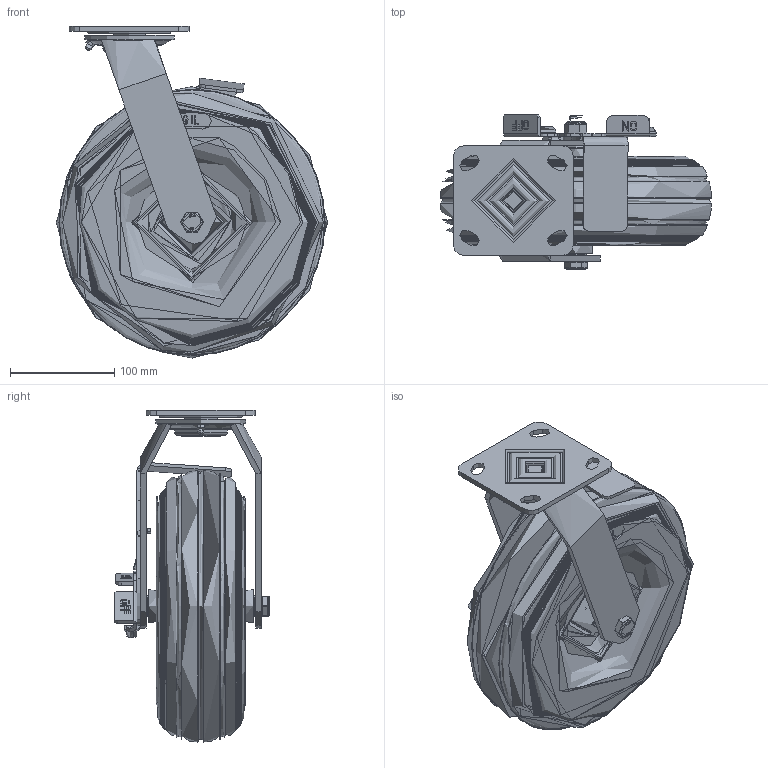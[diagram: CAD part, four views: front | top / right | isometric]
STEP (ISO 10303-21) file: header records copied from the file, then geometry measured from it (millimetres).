
FILE_DESCRIPTION(/* description */ (''),/* implementation_level */ '2;1');
FILE_NAME(/* name */ 'BZFPC260MPUBBKLITE.step',/* time_stamp */ '2025-06-23T16:35:24+01:00',/* author */ (''),/* organization */ (''),/* preprocessor_version */ 'ST-DEVELOPER v20.1',/* originating_system */ 'Autodesk Translation Framework v14.10.0.0',/* authorisation */ '');
FILE_SCHEMA (('AUTOMOTIVE_DESIGN { 1 0 10303 214 3 1 1 }'));
Products named in the file (33): BZFPC260MPUBBK/LITE; BZFPC260ASBK v1; FABRICATED STEEL TOP PLATE; FABRICATED STEEL FORKS; FABRICATED STEEL FORKS Geometry; GREASE NIPPLE; FABRICATED STEEL BRAKE; BRAKE PAD; PEDAL; SPACER; BZWMPUR26020LITE v1; TYRE260PURLITE; PUNCTURE PROOF TYRE; RIM300X4STGREYRB20X7; STEEL RIM; RIM; PLASTIC CAP; ROLLER BEARING; CAGE; Pattern; Component1; TUBEM20X105 v1; ZINC PLATED TUBE; WM20X32X13 v1; ZINC PLATED WASHER; WM20X32X13 v1 (1); ZINC PLATED WASHER (1); BOLTM12X140Z8.8 v2; ZINC PLATED AXLE BOLT; NYLOCM12Z v1; NYLOC NUT; NUT; RUBBER
Assembly tree (39 placements, depth 6):
  BZFPC260MPUBBK/LITE
    BZFPC260ASBK v1
      FABRICATED STEEL TOP PLATE
      FABRICATED STEEL FORKS
        FABRICATED STEEL FORKS Geometry
        GREASE NIPPLE
      FABRICATED STEEL BRAKE
        BRAKE PAD
        PEDAL
        SPACER
    BZWMPUR26020LITE v1
      TYRE260PURLITE
        PUNCTURE PROOF TYRE
      RIM300X4STGREYRB20X7
        STEEL RIM
          RIM
        PLASTIC CAP
        ROLLER BEARING
          CAGE
          Pattern
            Component1  x8
    TUBEM20X105 v1
      ZINC PLATED TUBE
    WM20X32X13 v1
      ZINC PLATED WASHER
    WM20X32X13 v1 (1)
      ZINC PLATED WASHER (1)
    BOLTM12X140Z8.8 v2
      ZINC PLATED AXLE BOLT
    NYLOCM12Z v1
      NYLOC NUT
        NUT
        RUBBER
Bounding box: 259.89 x 148.5 x 318.09 mm (x, y, z)
Volume: 3722468.1 mm3; surface area: 427505.7 mm2
Topology: 26 solids, 26 shells, 869 faces, 2163 edges, 1396 vertices
Faces by surface type: plane 350, cylinder 233, torus 112, bspline 107, cone 48, sphere 19
Full cylindrical faces by diameter (mm): 7.5 x8, 9 x1, 9.836 x21, 10 x1, 11.834 x21, 12 x3, 12.5 x1, 13 x2, 13.8 x1, 14 x2, 15.8 x1, 16.2 x1, 17.5 x1, 18.5 x1, 19 x1, 19.9 x1, 20 x3, 21 x3, 22 x1, 27 x1, 29.799 x1, 32 x2, 32.5 x2, 34 x1, 35 x3, 50.5 x1, 58 x1, 61.5 x2, 80 x1, 86 x1
Entity records: 43415 total; most frequent: CARTESIAN_POINT 22257, ORIENTED_EDGE 4282, DIRECTION 4221, EDGE_CURVE 2141, AXIS2_PLACEMENT_3D 1617, VERTEX_POINT 1382, LINE 987, VECTOR 987
